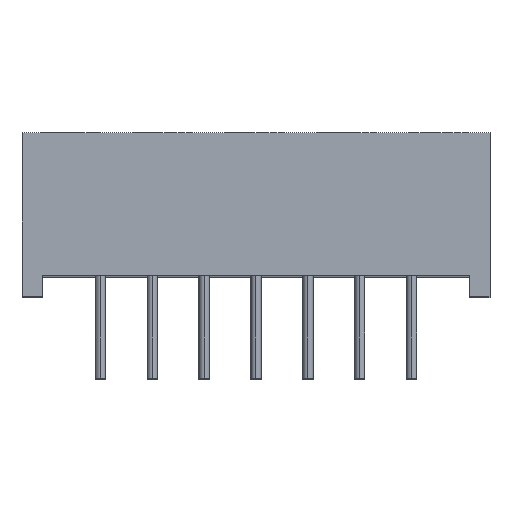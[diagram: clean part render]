
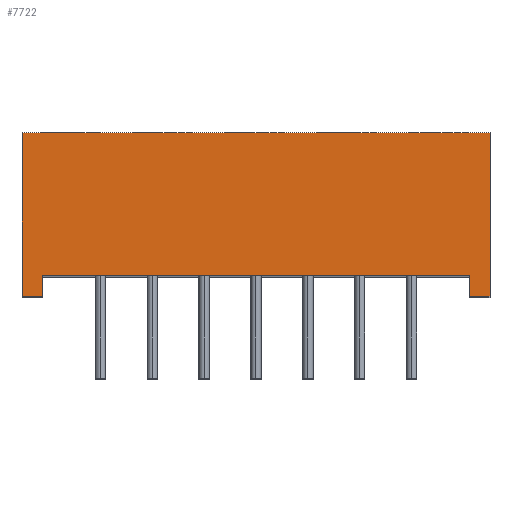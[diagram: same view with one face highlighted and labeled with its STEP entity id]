
A CAD part, top view. The second image highlights one B-rep face of the part: STEP entity #7722.
In plain terms, the highlighted planar face has unit normal (0, 0, 1).
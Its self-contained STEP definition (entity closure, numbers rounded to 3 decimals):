
#124 = EDGE_LOOP ( 'NONE', ( #8472, #8497, #8381, #8487, #8478, #8382, #8395, #8477 ) ) ;
#2168 = CARTESIAN_POINT ( 'NONE',  ( 10.45, -3., 19.6 ) ) ;
#2169 = CARTESIAN_POINT ( 'NONE',  ( -10.45, -3., 19.6 ) ) ;
#3754 = VERTEX_POINT ( 'NONE', #4779 ) ;
#3761 = VERTEX_POINT ( 'NONE', #4786 ) ;
#3762 = VERTEX_POINT ( 'NONE', #4787 ) ;
#3769 = VERTEX_POINT ( 'NONE', #4794 ) ;
#3770 = VERTEX_POINT ( 'NONE', #4795 ) ;
#3771 = VERTEX_POINT ( 'NONE', #4796 ) ;
#4253 = VERTEX_POINT ( 'NONE', #2168 ) ;
#4254 = VERTEX_POINT ( 'NONE', #2169 ) ;
#4779 = CARTESIAN_POINT ( 'NONE',  ( 10.45, -4., 19.6 ) ) ;
#4786 = CARTESIAN_POINT ( 'NONE',  ( -10.45, -4., 19.6 ) ) ;
#4787 = CARTESIAN_POINT ( 'NONE',  ( -11.45, -4., 19.6 ) ) ;
#4794 = CARTESIAN_POINT ( 'NONE',  ( -11.45, 4., 19.6 ) ) ;
#4795 = CARTESIAN_POINT ( 'NONE',  ( 11.45, 4., 19.6 ) ) ;
#4796 = CARTESIAN_POINT ( 'NONE',  ( 11.45, -4., 19.6 ) ) ;
#5884 = VECTOR ( 'NONE', #13530, 1000. ) ;
#5918 = VECTOR ( 'NONE', #13632, 1000. ) ;
#5926 = VECTOR ( 'NONE', #13653, 1000. ) ;
#7593 = EDGE_CURVE ( 'NONE', #3771, #3754, #13528, .T. ) ;
#7627 = EDGE_CURVE ( 'NONE', #3754, #4253, #13630, .T. ) ;
#7634 = EDGE_CURVE ( 'NONE', #4254, #3761, #13651, .T. ) ;
#7640 = EDGE_CURVE ( 'NONE', #3770, #3771, #13669, .T. ) ;
#7647 = EDGE_CURVE ( 'NONE', #3770, #3769, #13690, .T. ) ;
#7653 = EDGE_CURVE ( 'NONE', #3761, #3762, #13708, .T. ) ;
#7660 = EDGE_CURVE ( 'NONE', #3769, #3762, #13729, .T. ) ;
#7722 = ADVANCED_FACE ( 'NONE', ( #14369 ), #14562, .F. ) ;
#8381 = ORIENTED_EDGE ( 'NONE', *, *, #9658, .F. ) ;
#8382 = ORIENTED_EDGE ( 'NONE', *, *, #7640, .F. ) ;
#8395 = ORIENTED_EDGE ( 'NONE', *, *, #7647, .T. ) ;
#8472 = ORIENTED_EDGE ( 'NONE', *, *, #7653, .F. ) ;
#8477 = ORIENTED_EDGE ( 'NONE', *, *, #7660, .T. ) ;
#8478 = ORIENTED_EDGE ( 'NONE', *, *, #7593, .F. ) ;
#8487 = ORIENTED_EDGE ( 'NONE', *, *, #7627, .F. ) ;
#8497 = ORIENTED_EDGE ( 'NONE', *, *, #7634, .F. ) ;
#9658 = EDGE_CURVE ( 'NONE', #4253, #4254, #15992, .T. ) ;
#13528 = LINE ( 'NONE', #13529, #5884 ) ;
#13529 = CARTESIAN_POINT ( 'NONE',  ( 11.45, -4., 19.6 ) ) ;
#13530 = DIRECTION ( 'NONE',  ( -1., 0., 0. ) ) ;
#13630 = LINE ( 'NONE', #13631, #5918 ) ;
#13631 = CARTESIAN_POINT ( 'NONE',  ( 10.45, 0., 19.6 ) ) ;
#13632 = DIRECTION ( 'NONE',  ( 0., 1., 0. ) ) ;
#13651 = LINE ( 'NONE', #13652, #5926 ) ;
#13652 = CARTESIAN_POINT ( 'NONE',  ( -10.45, 0., 19.6 ) ) ;
#13653 = DIRECTION ( 'NONE',  ( 0., -1., 0. ) ) ;
#13669 = LINE ( 'NONE', #13670, #14078 ) ;
#13670 = CARTESIAN_POINT ( 'NONE',  ( 11.45, 0., 19.6 ) ) ;
#13671 = DIRECTION ( 'NONE',  ( 0., -1., 0. ) ) ;
#13690 = LINE ( 'NONE', #13691, #14086 ) ;
#13691 = CARTESIAN_POINT ( 'NONE',  ( 11.45, 4., 19.6 ) ) ;
#13692 = DIRECTION ( 'NONE',  ( -1., 0., 0. ) ) ;
#13708 = LINE ( 'NONE', #13709, #14093 ) ;
#13709 = CARTESIAN_POINT ( 'NONE',  ( 11.45, -4., 19.6 ) ) ;
#13710 = DIRECTION ( 'NONE',  ( -1., 0., 0. ) ) ;
#13729 = LINE ( 'NONE', #13730, #14101 ) ;
#13730 = CARTESIAN_POINT ( 'NONE',  ( -11.45, 0., 19.6 ) ) ;
#13731 = DIRECTION ( 'NONE',  ( 0., -1., 0. ) ) ;
#14078 = VECTOR ( 'NONE', #13671, 1000. ) ;
#14086 = VECTOR ( 'NONE', #13692, 1000. ) ;
#14093 = VECTOR ( 'NONE', #13710, 1000. ) ;
#14101 = VECTOR ( 'NONE', #13731, 1000. ) ;
#14369 = FACE_OUTER_BOUND ( 'NONE', #124, .T. ) ;
#14410 = AXIS2_PLACEMENT_3D ( 'NONE', #14563, #14564, #14565 ) ;
#14562 = PLANE ( 'NONE',  #14410 ) ;
#14563 = CARTESIAN_POINT ( 'NONE',  ( 11.45, 0., 19.6 ) ) ;
#14564 = DIRECTION ( 'NONE',  ( 0., 0., -1. ) ) ;
#14565 = DIRECTION ( 'NONE',  ( -1., 0., 0. ) ) ;
#15992 = LINE ( 'NONE', #15993, #16691 ) ;
#15993 = CARTESIAN_POINT ( 'NONE',  ( -19.009, -3., 19.6 ) ) ;
#15994 = DIRECTION ( 'NONE',  ( -1., 0., 0. ) ) ;
#16691 = VECTOR ( 'NONE', #15994, 1000. ) ;
